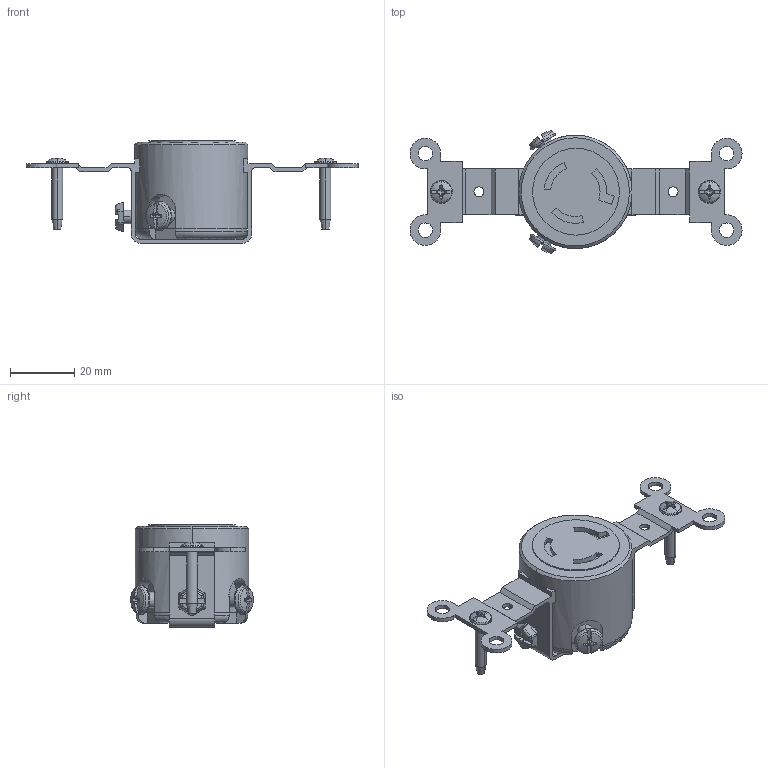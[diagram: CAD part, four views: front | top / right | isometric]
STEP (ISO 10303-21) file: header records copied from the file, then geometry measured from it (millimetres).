
FILE_DESCRIPTION (( 'STEP AP214' ), '1' );
FILE_NAME ('ORC4465-M01.STEP', '2024-03-26T14:52:01', ( '' ), ( '' ), 'SwSTEP 2.0', 'SolidWorks 2020', '' );
FILE_SCHEMA (( 'AUTOMOTIVE_DESIGN' ));
Length unit declared in the file: millimetre
Products named in the file (1): ORC4465-M01
Bounding box: 103.17 x 38.1 x 31.83 mm (x, y, z)
Volume: 32043.5 mm3; surface area: 10564 mm2
Topology: 1 solids, 1 shells, 476 faces, 1256 edges, 785 vertices
Faces by surface type: plane 305, cylinder 78, torus 42, cone 34, sphere 17
Entity records: 16940 total; most frequent: CARTESIAN_POINT 4200, ORIENTED_EDGE 2504, DIRECTION 2480, EDGE_CURVE 1252, AXIS2_PLACEMENT_3D 878, VERTEX_POINT 785, LINE 724, VECTOR 724
